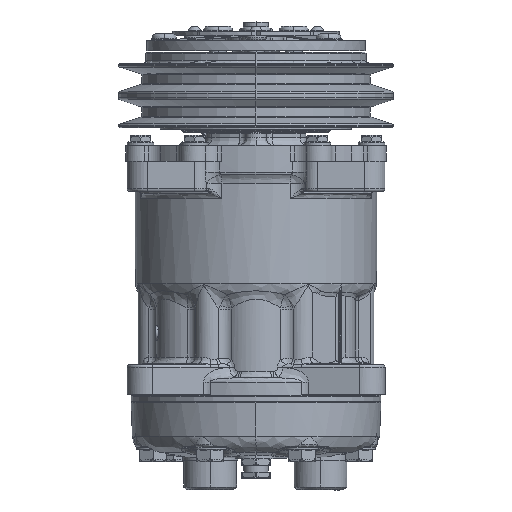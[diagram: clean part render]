
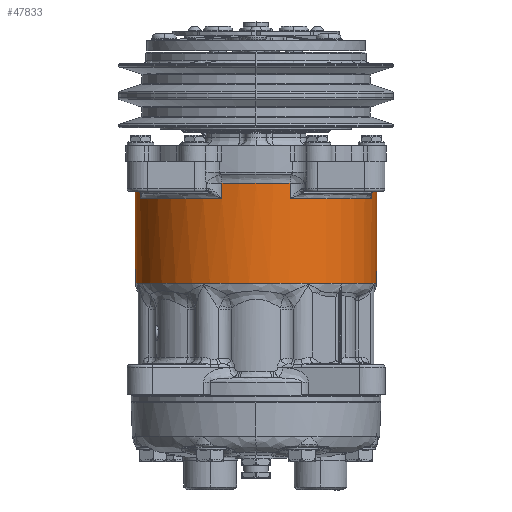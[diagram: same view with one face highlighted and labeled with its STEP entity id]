
A CAD part, front view. The second image highlights one B-rep face of the part: STEP entity #47833.
In plain terms, the highlighted cylindrical face has radius 58 mm (diameter 116 mm), a partial arc.
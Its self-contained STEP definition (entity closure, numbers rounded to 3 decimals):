
#46339 = VERTEX_POINT ( 'NONE', #161848 ) ;
#46365 = VERTEX_POINT ( 'NONE', #162005 ) ;
#46617 = VERTEX_POINT ( 'NONE', #163771 ) ;
#46690 = VERTEX_POINT ( 'NONE', #163302 ) ;
#46701 = VERTEX_POINT ( 'NONE', #163290 ) ;
#47136 = VERTEX_POINT ( 'NONE', #164462 ) ;
#47210 = VERTEX_POINT ( 'NONE', #164070 ) ;
#47251 = VERTEX_POINT ( 'NONE', #164557 ) ;
#47267 = VERTEX_POINT ( 'NONE', #164607 ) ;
#47338 = VERTEX_POINT ( 'NONE', #164645 ) ;
#47370 = VERTEX_POINT ( 'NONE', #164884 ) ;
#47391 = VERTEX_POINT ( 'NONE', #164912 ) ;
#47454 = EDGE_CURVE ( 'NONE', #46690, #46339, #164995, .T. ) ;
#47489 = EDGE_CURVE ( 'NONE', #46365, #46617, #165052, .T. ) ;
#47543 = EDGE_CURVE ( 'NONE', #47391, #46365, #165130, .T. ) ;
#47615 = VERTEX_POINT ( 'NONE', #165166 ) ;
#47621 = EDGE_CURVE ( 'NONE', #46701, #47615, #165165, .T. ) ;
#47637 = EDGE_CURVE ( 'NONE', #46617, #46690, #165161, .T. ) ;
#47701 = EDGE_CURVE ( 'NONE', #46339, #46701, #165197, .T. ) ;
#47722 = EDGE_CURVE ( 'NONE', #47338, #47251, #165193, .T. ) ;
#47734 = EDGE_CURVE ( 'NONE', #47210, #47136, #165187, .T. ) ;
#47756 = EDGE_CURVE ( 'NONE', #47136, #47338, #165204, .T. ) ;
#47773 = EDGE_CURVE ( 'NONE', #47615, #47210, #165229, .T. ) ;
#47799 = ORIENTED_EDGE ( 'NONE', *, *, #47773, .T. ) ;
#47802 = ORIENTED_EDGE ( 'NONE', *, *, #47734, .T. ) ;
#47804 = ORIENTED_EDGE ( 'NONE', *, *, #47756, .T. ) ;
#47806 = ORIENTED_EDGE ( 'NONE', *, *, #47722, .T. ) ;
#47808 = ORIENTED_EDGE ( 'NONE', *, *, #47850, .T. ) ;
#47830 = EDGE_CURVE ( 'NONE', #47370, #47391, #165258, .T. ) ;
#47833 = ADVANCED_FACE ( 'NONE', ( #165254 ), #165253, .T. ) ;
#47836 = EDGE_LOOP ( 'NONE', ( #47837, #47839, #47842, #47845, #48021, #48024, #48026, #48028, #47799, #47802, #47804, #47806, #47808 ) ) ;
#47837 = ORIENTED_EDGE ( 'NONE', *, *, #47875, .T. ) ;
#47839 = ORIENTED_EDGE ( 'NONE', *, *, #47830, .T. ) ;
#47842 = ORIENTED_EDGE ( 'NONE', *, *, #47543, .T. ) ;
#47845 = ORIENTED_EDGE ( 'NONE', *, *, #47489, .T. ) ;
#47850 = EDGE_CURVE ( 'NONE', #47251, #47267, #165308, .T. ) ;
#47875 = EDGE_CURVE ( 'NONE', #47267, #47370, #165328, .T. ) ;
#48021 = ORIENTED_EDGE ( 'NONE', *, *, #47637, .T. ) ;
#48024 = ORIENTED_EDGE ( 'NONE', *, *, #47454, .T. ) ;
#48026 = ORIENTED_EDGE ( 'NONE', *, *, #47701, .T. ) ;
#48028 = ORIENTED_EDGE ( 'NONE', *, *, #47621, .T. ) ;
#161848 = CARTESIAN_POINT ( 'NONE',  ( 41.011, -41.012, 59.495 ) ) ;
#162005 = CARTESIAN_POINT ( 'NONE',  ( -55.65, -16.345, 107.417 ) ) ;
#163290 = CARTESIAN_POINT ( 'NONE',  ( 57.999, 0., 59.495 ) ) ;
#163302 = CARTESIAN_POINT ( 'NONE',  ( -58.001, 0., 59.495 ) ) ;
#163771 = CARTESIAN_POINT ( 'NONE',  ( -58.001, 0., 107.417 ) ) ;
#164070 = CARTESIAN_POINT ( 'NONE',  ( 55.649, -16.345, 107.417 ) ) ;
#164462 = CARTESIAN_POINT ( 'NONE',  ( 55.649, -16.345, 99.995 ) ) ;
#164557 = CARTESIAN_POINT ( 'NONE',  ( 16.344, -55.649, 107.417 ) ) ;
#164607 = CARTESIAN_POINT ( 'NONE',  ( -16.346, -55.649, 107.417 ) ) ;
#164645 = CARTESIAN_POINT ( 'NONE',  ( 16.344, -55.649, 99.995 ) ) ;
#164884 = CARTESIAN_POINT ( 'NONE',  ( -16.346, -55.649, 99.995 ) ) ;
#164912 = CARTESIAN_POINT ( 'NONE',  ( -55.65, -16.345, 99.995 ) ) ;
#164991 = CARTESIAN_POINT ( 'NONE',  ( -0.001, 0., 59.495 ) ) ;
#164992 = DIRECTION ( 'NONE',  ( 1., 0., 0. ) ) ;
#164993 = DIRECTION ( 'NONE',  ( 0., 0., 1. ) ) ;
#164994 = AXIS2_PLACEMENT_3D ( 'NONE', #164991, #164993, #164992 ) ;
#164995 = CIRCLE ( 'NONE', #164994, 58. ) ;
#165048 = DIRECTION ( 'NONE',  ( 1., 0., 0. ) ) ;
#165049 = DIRECTION ( 'NONE',  ( 0., 0., -1. ) ) ;
#165050 = CARTESIAN_POINT ( 'NONE',  ( -0.001, 0., 107.417 ) ) ;
#165051 = AXIS2_PLACEMENT_3D ( 'NONE', #165050, #165049, #165048 ) ;
#165052 = CIRCLE ( 'NONE', #165051, 58. ) ;
#165127 = DIRECTION ( 'NONE',  ( 0., 0., 1. ) ) ;
#165128 = VECTOR ( 'NONE', #165127, 1000. ) ;
#165129 = CARTESIAN_POINT ( 'NONE',  ( -55.65, -16.345, 118.995 ) ) ;
#165130 = LINE ( 'NONE', #165129, #165128 ) ;
#165154 = CARTESIAN_POINT ( 'NONE',  ( -0.001, 0., 59.495 ) ) ;
#165158 = DIRECTION ( 'NONE',  ( 0., 0., -1. ) ) ;
#165159 = VECTOR ( 'NONE', #165158, 1000. ) ;
#165160 = CARTESIAN_POINT ( 'NONE',  ( -58.001, 0., 118.995 ) ) ;
#165161 = LINE ( 'NONE', #165160, #165159 ) ;
#165162 = DIRECTION ( 'NONE',  ( 0., 0., 1. ) ) ;
#165163 = VECTOR ( 'NONE', #165162, 1000. ) ;
#165164 = CARTESIAN_POINT ( 'NONE',  ( 57.999, 0., 118.995 ) ) ;
#165165 = LINE ( 'NONE', #165164, #165163 ) ;
#165166 = CARTESIAN_POINT ( 'NONE',  ( 57.999, 0., 107.417 ) ) ;
#165184 = DIRECTION ( 'NONE',  ( 0., 0., -1. ) ) ;
#165185 = VECTOR ( 'NONE', #165184, 1000. ) ;
#165186 = CARTESIAN_POINT ( 'NONE',  ( 55.649, -16.345, 118.995 ) ) ;
#165187 = LINE ( 'NONE', #165186, #165185 ) ;
#165190 = DIRECTION ( 'NONE',  ( 0., 0., 1. ) ) ;
#165191 = VECTOR ( 'NONE', #165190, 1000. ) ;
#165192 = CARTESIAN_POINT ( 'NONE',  ( 16.344, -55.649, 118.995 ) ) ;
#165193 = LINE ( 'NONE', #165192, #165191 ) ;
#165194 = DIRECTION ( 'NONE',  ( 1., 0., 0. ) ) ;
#165195 = DIRECTION ( 'NONE',  ( 0., 0., 1. ) ) ;
#165196 = AXIS2_PLACEMENT_3D ( 'NONE', #165154, #165195, #165194 ) ;
#165197 = CIRCLE ( 'NONE', #165196, 58. ) ;
#165199 = DIRECTION ( 'NONE',  ( 0., 0., -1. ) ) ;
#165200 = CARTESIAN_POINT ( 'NONE',  ( -0.001, 0., 99.995 ) ) ;
#165201 = AXIS2_PLACEMENT_3D ( 'NONE', #165200, #165199, #165234 ) ;
#165204 = CIRCLE ( 'NONE', #165201, 58. ) ;
#165225 = DIRECTION ( 'NONE',  ( 1., 0., 0. ) ) ;
#165226 = DIRECTION ( 'NONE',  ( 0., 0., -1. ) ) ;
#165227 = CARTESIAN_POINT ( 'NONE',  ( -0.001, 0., 107.417 ) ) ;
#165228 = AXIS2_PLACEMENT_3D ( 'NONE', #165227, #165226, #165225 ) ;
#165229 = CIRCLE ( 'NONE', #165228, 58. ) ;
#165234 = DIRECTION ( 'NONE',  ( 1., 0., 0. ) ) ;
#165251 = CARTESIAN_POINT ( 'NONE',  ( -0.001, 0., 118.995 ) ) ;
#165252 = AXIS2_PLACEMENT_3D ( 'NONE', #165251, #165311, #165310 ) ;
#165253 = CYLINDRICAL_SURFACE ( 'NONE', #165252, 58. ) ;
#165254 = FACE_OUTER_BOUND ( 'NONE', #47836, .T. ) ;
#165255 = DIRECTION ( 'NONE',  ( 1., 0., 0. ) ) ;
#165256 = DIRECTION ( 'NONE',  ( 0., 0., -1. ) ) ;
#165257 = AXIS2_PLACEMENT_3D ( 'NONE', #165263, #165256, #165255 ) ;
#165258 = CIRCLE ( 'NONE', #165257, 58. ) ;
#165263 = CARTESIAN_POINT ( 'NONE',  ( -0.001, 0., 99.995 ) ) ;
#165304 = DIRECTION ( 'NONE',  ( 1., 0., 0. ) ) ;
#165305 = DIRECTION ( 'NONE',  ( 0., 0., -1. ) ) ;
#165306 = CARTESIAN_POINT ( 'NONE',  ( -0.001, 0., 107.417 ) ) ;
#165307 = AXIS2_PLACEMENT_3D ( 'NONE', #165306, #165305, #165304 ) ;
#165308 = CIRCLE ( 'NONE', #165307, 58. ) ;
#165310 = DIRECTION ( 'NONE',  ( 1., 0., 0. ) ) ;
#165311 = DIRECTION ( 'NONE',  ( 0., 0., 1. ) ) ;
#165325 = DIRECTION ( 'NONE',  ( 0., 0., -1. ) ) ;
#165326 = VECTOR ( 'NONE', #165325, 1000. ) ;
#165327 = CARTESIAN_POINT ( 'NONE',  ( -16.346, -55.649, 118.995 ) ) ;
#165328 = LINE ( 'NONE', #165327, #165326 ) ;
